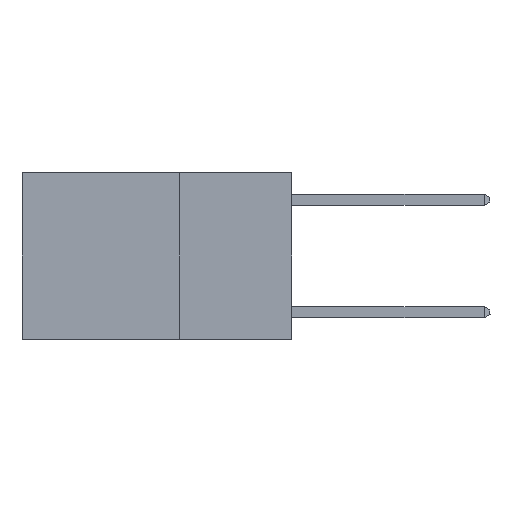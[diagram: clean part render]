
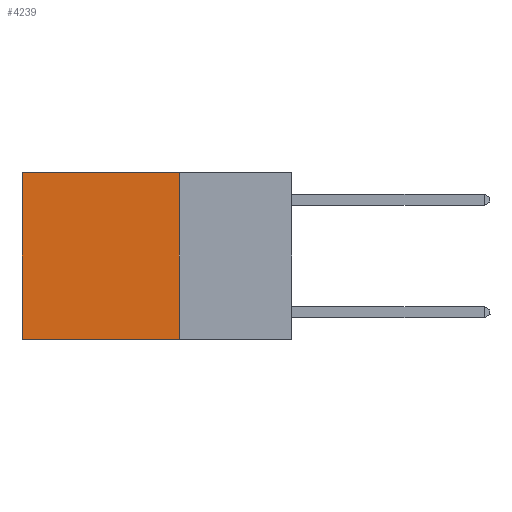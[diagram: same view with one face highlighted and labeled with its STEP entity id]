
A CAD part, left-side view. The second image highlights one B-rep face of the part: STEP entity #4239.
In plain terms, the highlighted planar face has unit normal (-1, 0, 0).
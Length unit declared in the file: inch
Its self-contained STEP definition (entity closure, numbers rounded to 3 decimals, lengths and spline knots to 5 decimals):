
#272 = VECTOR ( 'NONE', #10953, 39.37008 ) ;
#1003 = VERTEX_POINT ( 'NONE', #9650 ) ;
#1558 = VECTOR ( 'NONE', #3337, 39.37008 ) ;
#1778 = EDGE_CURVE ( 'NONE', #16132, #16865, #11757, .T. ) ;
#2110 = EDGE_CURVE ( 'NONE', #14219, #16865, #8506, .T. ) ;
#3047 = CARTESIAN_POINT ( 'NONE',  ( 0.2625, 0.25, 0. ) ) ;
#3337 = DIRECTION ( 'NONE',  ( 0., 1., 0. ) ) ;
#4239 = ADVANCED_FACE ( 'NONE', ( #15781 ), #6582, .F. ) ;
#6582 = PLANE ( 'NONE',  #18289 ) ;
#6935 = LINE ( 'NONE', #14851, #1558 ) ;
#7143 = EDGE_LOOP ( 'NONE', ( #20800, #20841, #21016, #21139 ) ) ;
#7192 = CARTESIAN_POINT ( 'NONE',  ( 0.2625, 0.6, 0. ) ) ;
#8159 = EDGE_CURVE ( 'NONE', #1003, #16132, #10132, .T. ) ;
#8203 = DIRECTION ( 'NONE',  ( 1., 0., 0. ) ) ;
#8231 = VECTOR ( 'NONE', #11424, 39.37008 ) ;
#8506 = LINE ( 'NONE', #20528, #8231 ) ;
#9287 = CARTESIAN_POINT ( 'NONE',  ( 0.2625, 0.25, 0. ) ) ;
#9650 = CARTESIAN_POINT ( 'NONE',  ( 0.2625, 0.25, 0. ) ) ;
#10132 = LINE ( 'NONE', #9287, #272 ) ;
#10953 = DIRECTION ( 'NONE',  ( 0., 0., -1. ) ) ;
#11239 = CARTESIAN_POINT ( 'NONE',  ( 0.2625, 0.6, -0.37 ) ) ;
#11424 = DIRECTION ( 'NONE',  ( 0., 0., -1. ) ) ;
#11453 = CARTESIAN_POINT ( 'NONE',  ( 0.2625, 0.25, -0.37 ) ) ;
#11757 = LINE ( 'NONE', #11453, #11912 ) ;
#11768 = CARTESIAN_POINT ( 'NONE',  ( 0.2625, 0.25, -0.37 ) ) ;
#11912 = VECTOR ( 'NONE', #13096, 39.37008 ) ;
#13096 = DIRECTION ( 'NONE',  ( 0., 1., 0. ) ) ;
#14219 = VERTEX_POINT ( 'NONE', #7192 ) ;
#14851 = CARTESIAN_POINT ( 'NONE',  ( 0.2625, 0.25, 0. ) ) ;
#15781 = FACE_OUTER_BOUND ( 'NONE', #7143, .T. ) ;
#16132 = VERTEX_POINT ( 'NONE', #11768 ) ;
#16865 = VERTEX_POINT ( 'NONE', #11239 ) ;
#18085 = EDGE_CURVE ( 'NONE', #1003, #14219, #6935, .T. ) ;
#18289 = AXIS2_PLACEMENT_3D ( 'NONE', #3047, #8203, #19178 ) ;
#19178 = DIRECTION ( 'NONE',  ( 0., 0., -1. ) ) ;
#20528 = CARTESIAN_POINT ( 'NONE',  ( 0.2625, 0.6, 0. ) ) ;
#20800 = ORIENTED_EDGE ( 'NONE', *, *, #2110, .T. ) ;
#20841 = ORIENTED_EDGE ( 'NONE', *, *, #1778, .F. ) ;
#21016 = ORIENTED_EDGE ( 'NONE', *, *, #8159, .F. ) ;
#21139 = ORIENTED_EDGE ( 'NONE', *, *, #18085, .T. ) ;
